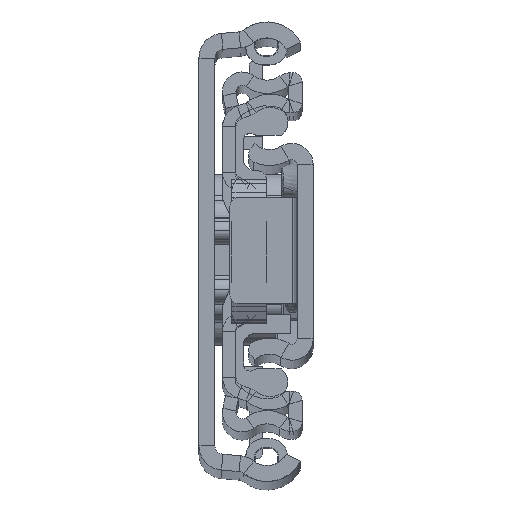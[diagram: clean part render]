
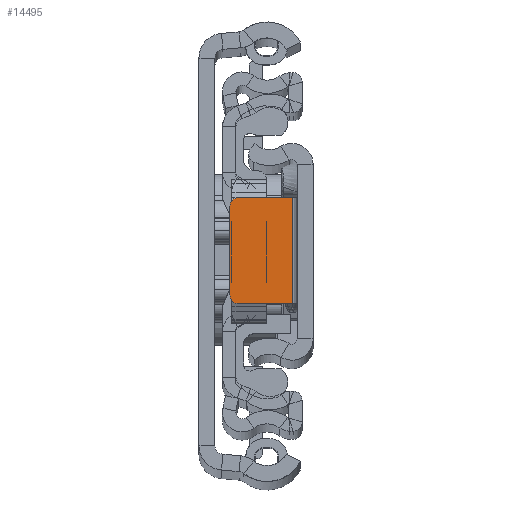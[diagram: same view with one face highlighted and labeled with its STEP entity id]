
A CAD part, top view. The second image highlights one B-rep face of the part: STEP entity #14495.
In plain terms, the highlighted planar face has unit normal (0, 0, 1).
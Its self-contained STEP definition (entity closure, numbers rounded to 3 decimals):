
#1166 = DIRECTION ( 'NONE',  ( 1., 0., 0. ) ) ;
#1912 = DIRECTION ( 'NONE',  ( 1., 0., 0. ) ) ;
#1934 = AXIS2_PLACEMENT_3D ( 'NONE', #13745, #7208, #1912 ) ;
#2347 = CARTESIAN_POINT ( 'NONE',  ( -9.4, -5.849, -6.8 ) ) ;
#3673 = CARTESIAN_POINT ( 'NONE',  ( -8.4, -4.849, -6.8 ) ) ;
#6647 = DIRECTION ( 'NONE',  ( 0., 0., 1. ) ) ;
#7165 = CARTESIAN_POINT ( 'NONE',  ( -2.3, 6.151, -6.8 ) ) ;
#7208 = DIRECTION ( 'NONE',  ( 0., 0., 1. ) ) ;
#7310 = EDGE_CURVE ( 'NONE', #30537, #17184, #17832, .T. ) ;
#7449 = ORIENTED_EDGE ( 'NONE', *, *, #14230, .F. ) ;
#8040 = CARTESIAN_POINT ( 'NONE',  ( -9.4, 5.151, -6.8 ) ) ;
#8546 = ORIENTED_EDGE ( 'NONE', *, *, #25717, .F. ) ;
#8813 = LINE ( 'NONE', #17843, #16314 ) ;
#8892 = VERTEX_POINT ( 'NONE', #19669 ) ;
#9123 = DIRECTION ( 'NONE',  ( 1., 0., 0. ) ) ;
#9870 = LINE ( 'NONE', #14664, #13389 ) ;
#10135 = CARTESIAN_POINT ( 'NONE',  ( -8.4, 6.151, -6.8 ) ) ;
#13026 = DIRECTION ( 'NONE',  ( 0., 1., 0. ) ) ;
#13389 = VECTOR ( 'NONE', #21839, 1000. ) ;
#13567 = VERTEX_POINT ( 'NONE', #7165 ) ;
#13745 = CARTESIAN_POINT ( 'NONE',  ( -8.4, 5.151, -6.8 ) ) ;
#13779 = LINE ( 'NONE', #20938, #20279 ) ;
#14230 = EDGE_CURVE ( 'NONE', #13567, #25075, #9870, .T. ) ;
#14495 = ADVANCED_FACE ( 'NONE', ( #25221 ), #25059, .T. ) ;
#14664 = CARTESIAN_POINT ( 'NONE',  ( -2.3, 6.151, -6.8 ) ) ;
#16202 = DIRECTION ( 'NONE',  ( 1., 0., 0. ) ) ;
#16314 = VECTOR ( 'NONE', #13026, 1000. ) ;
#16403 = CIRCLE ( 'NONE', #30774, 1. ) ;
#17184 = VERTEX_POINT ( 'NONE', #8040 ) ;
#17832 = CIRCLE ( 'NONE', #1934, 1. ) ;
#17843 = CARTESIAN_POINT ( 'NONE',  ( -9.4, 6.151, -6.8 ) ) ;
#18248 = DIRECTION ( 'NONE',  ( -1., 0., 0. ) ) ;
#18533 = CARTESIAN_POINT ( 'NONE',  ( 0., 0., -6.8 ) ) ;
#18987 = EDGE_LOOP ( 'NONE', ( #23190, #28292, #8546, #7449, #26579, #26193 ) ) ;
#19669 = CARTESIAN_POINT ( 'NONE',  ( -8.4, -5.849, -6.8 ) ) ;
#19697 = VERTEX_POINT ( 'NONE', #29160 ) ;
#20279 = VECTOR ( 'NONE', #9123, 1000. ) ;
#20938 = CARTESIAN_POINT ( 'NONE',  ( -1.8, 6.151, -6.8 ) ) ;
#21839 = DIRECTION ( 'NONE',  ( 0., -1., 0. ) ) ;
#22332 = AXIS2_PLACEMENT_3D ( 'NONE', #18533, #28014, #16202 ) ;
#23190 = ORIENTED_EDGE ( 'NONE', *, *, #26190, .F. ) ;
#25059 = PLANE ( 'NONE',  #22332 ) ;
#25075 = VERTEX_POINT ( 'NONE', #29177 ) ;
#25221 = FACE_OUTER_BOUND ( 'NONE', #18987, .T. ) ;
#25222 = VECTOR ( 'NONE', #18248, 1000. ) ;
#25717 = EDGE_CURVE ( 'NONE', #25075, #8892, #30222, .T. ) ;
#26190 = EDGE_CURVE ( 'NONE', #19697, #17184, #8813, .T. ) ;
#26193 = ORIENTED_EDGE ( 'NONE', *, *, #7310, .T. ) ;
#26495 = EDGE_CURVE ( 'NONE', #30537, #13567, #13779, .T. ) ;
#26579 = ORIENTED_EDGE ( 'NONE', *, *, #26495, .F. ) ;
#28014 = DIRECTION ( 'NONE',  ( 0., 0., 1. ) ) ;
#28292 = ORIENTED_EDGE ( 'NONE', *, *, #29528, .T. ) ;
#29160 = CARTESIAN_POINT ( 'NONE',  ( -9.4, -4.849, -6.8 ) ) ;
#29177 = CARTESIAN_POINT ( 'NONE',  ( -2.3, -5.849, -6.8 ) ) ;
#29528 = EDGE_CURVE ( 'NONE', #19697, #8892, #16403, .T. ) ;
#30222 = LINE ( 'NONE', #2347, #25222 ) ;
#30537 = VERTEX_POINT ( 'NONE', #10135 ) ;
#30774 = AXIS2_PLACEMENT_3D ( 'NONE', #3673, #6647, #1166 ) ;
